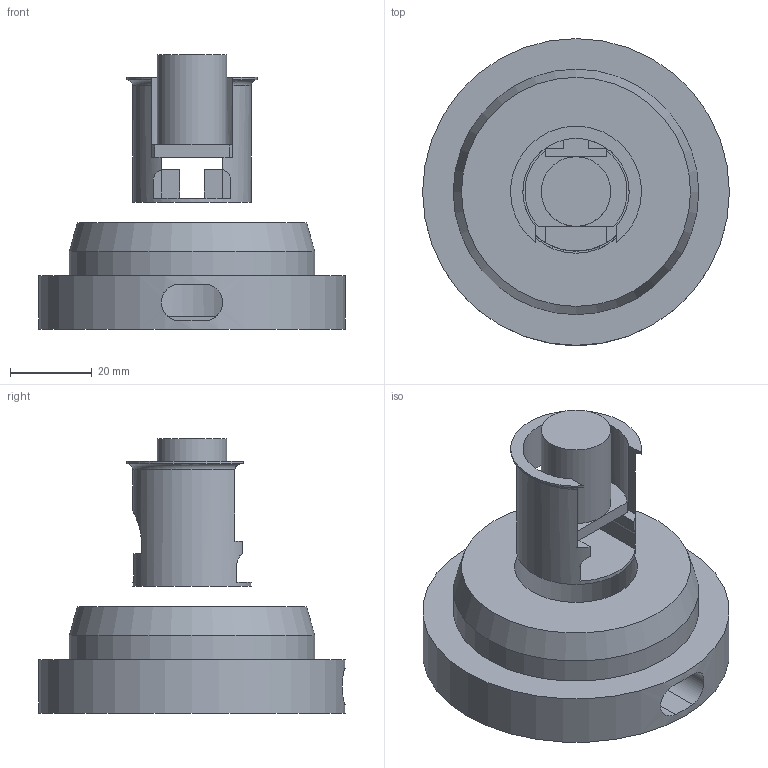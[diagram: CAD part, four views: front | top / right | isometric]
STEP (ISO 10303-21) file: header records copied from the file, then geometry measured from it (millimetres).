
FILE_DESCRIPTION(/* description */ (''),/* implementation_level */ '2;1');
FILE_NAME(/* name */ 'lampy-sm-wood-metal v15.step',/* time_stamp */ '2024-11-12T14:18:19+05:30',/* author */ (''),/* organization */ (''),/* preprocessor_version */ 'ST-DEVELOPER v20',/* originating_system */ 'Autodesk Translation Framework v13.20.0.188',/* authorisation */ '');
FILE_SCHEMA (('AUTOMOTIVE_DESIGN { 1 0 10303 214 3 1 1 }'));
Length unit declared in the file: millimetre
Products named in the file (4): lampy-sm-wood-metal; plug; Component2; Component3
Assembly tree (3 placements, depth 3):
  lampy-sm-wood-metal
    plug
    Component2
      Component3
Bounding box: 75 x 75 x 67 mm (x, y, z)
Volume: 84545.3 mm3; surface area: 24476.3 mm2
Topology: 3 solids, 3 shells, 62 faces, 164 edges, 108 vertices
Faces by surface type: plane 43, cylinder 17, torus 1, cone 1
Full cylindrical faces by diameter (mm): 17 x1, 29 x1, 30 x1, 60 x1, 75 x1
Entity records: 2156 total; most frequent: CARTESIAN_POINT 488, DIRECTION 334, ORIENTED_EDGE 328, EDGE_CURVE 164, AXIS2_PLACEMENT_3D 114, VERTEX_POINT 108, LINE 106, VECTOR 106
